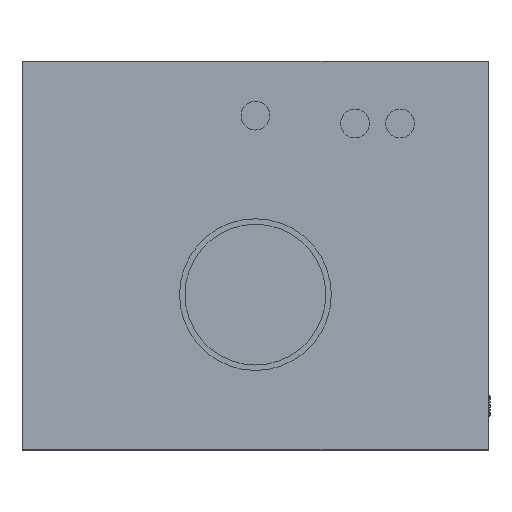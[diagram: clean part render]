
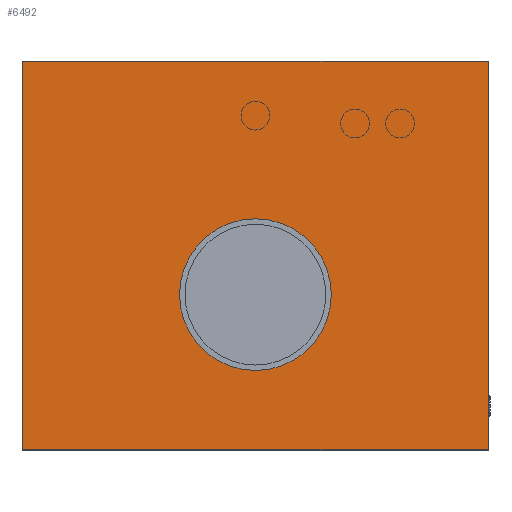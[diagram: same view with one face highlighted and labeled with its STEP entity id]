
A CAD part, top view. The second image highlights one B-rep face of the part: STEP entity #6492.
In plain terms, the highlighted planar face has unit normal (0, 0, 1).
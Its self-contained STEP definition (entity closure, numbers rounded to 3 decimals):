
#6224=CARTESIAN_POINT('',(1953.619,8983.006,41.));
#6225=VERTEX_POINT('',#6224);
#6232=CARTESIAN_POINT('',(1953.619,9482.206,41.));
#6233=VERTEX_POINT('',#6232);
#6234=CARTESIAN_POINT('',(1953.619,8983.006,41.));
#6235=DIRECTION('',(0.0,1.0,0.0));
#6236=VECTOR('',#6235,499.2);
#6237=LINE('',#6234,#6236);
#6238=EDGE_CURVE('',#6225,#6233,#6237,.T.);
#6272=CARTESIAN_POINT('',(2552.019,8983.006,41.));
#6273=VERTEX_POINT('',#6272);
#6280=CARTESIAN_POINT('',(2552.019,8983.006,41.));
#6281=DIRECTION('',(-1.0,0.0,0.0));
#6282=VECTOR('',#6281,598.4);
#6283=LINE('',#6280,#6282);
#6284=EDGE_CURVE('',#6273,#6225,#6283,.T.);
#6438=CARTESIAN_POINT('',(2552.019,9482.206,41.));
#6439=VERTEX_POINT('',#6438);
#6446=CARTESIAN_POINT('',(2552.019,9482.206,41.));
#6447=DIRECTION('',(0.0,-1.0,0.0));
#6448=VECTOR('',#6447,499.2);
#6449=LINE('',#6446,#6448);
#6450=EDGE_CURVE('',#6439,#6273,#6449,.T.);
#6456=CARTESIAN_POINT('',(2252.819,9482.207,41.));
#6457=DIRECTION('',(0.0,0.0,1.0));
#6458=DIRECTION('',(1.0,0.0,0.0));
#6459=AXIS2_PLACEMENT_3D('',#6456,#6457,#6458);
#6460=PLANE('',#6459);
#6461=ORIENTED_EDGE('',*,*,#6238,.F.);
#6462=ORIENTED_EDGE('',*,*,#6284,.F.);
#6463=ORIENTED_EDGE('',*,*,#6450,.F.);
#6464=CARTESIAN_POINT('',(1953.619,9482.206,41.));
#6465=DIRECTION('',(1.0,0.0,0.0));
#6466=VECTOR('',#6465,598.4);
#6467=LINE('',#6464,#6466);
#6468=EDGE_CURVE('',#6233,#6439,#6467,.T.);
#6469=ORIENTED_EDGE('',*,*,#6468,.F.);
#6470=EDGE_LOOP('',(#6461,#6462,#6463,#6469));
#6471=FACE_OUTER_BOUND('',#6470,.T.);
#6472=CARTESIAN_POINT('',(2155.319,9182.205,41.));
#6473=VERTEX_POINT('',#6472);
#6474=CARTESIAN_POINT('',(2350.319,9182.205,41.));
#6475=VERTEX_POINT('',#6474);
#6476=CARTESIAN_POINT('',(2252.819,9182.204,41.));
#6477=DIRECTION('',(0.0,0.0,-1.0));
#6478=DIRECTION('',(1.,0.,0.0));
#6479=AXIS2_PLACEMENT_3D('',#6476,#6477,#6478);
#6480=CIRCLE('',#6479,97.5);
#6481=EDGE_CURVE('',#6473,#6475,#6480,.T.);
#6482=ORIENTED_EDGE('',*,*,#6481,.T.);
#6483=CARTESIAN_POINT('',(2252.819,9182.206,41.));
#6484=DIRECTION('',(0.0,0.0,-1.0));
#6485=DIRECTION('',(-1.,0.,0.0));
#6486=AXIS2_PLACEMENT_3D('',#6483,#6484,#6485);
#6487=CIRCLE('',#6486,97.5);
#6488=EDGE_CURVE('',#6475,#6473,#6487,.T.);
#6489=ORIENTED_EDGE('',*,*,#6488,.T.);
#6490=EDGE_LOOP('',(#6482,#6489));
#6491=FACE_BOUND('',#6490,.T.);
#6492=ADVANCED_FACE('',(#6471,#6491),#6460,.T.);
